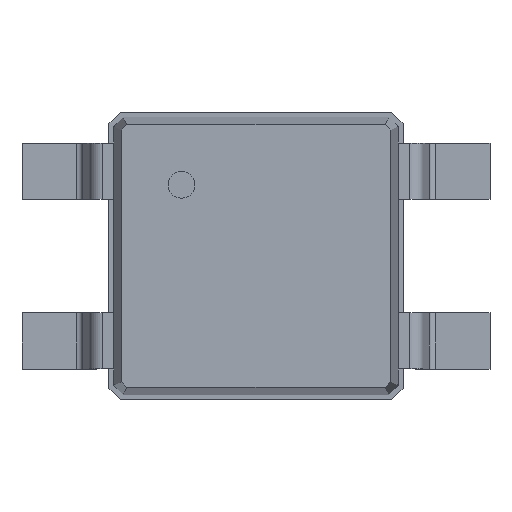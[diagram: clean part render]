
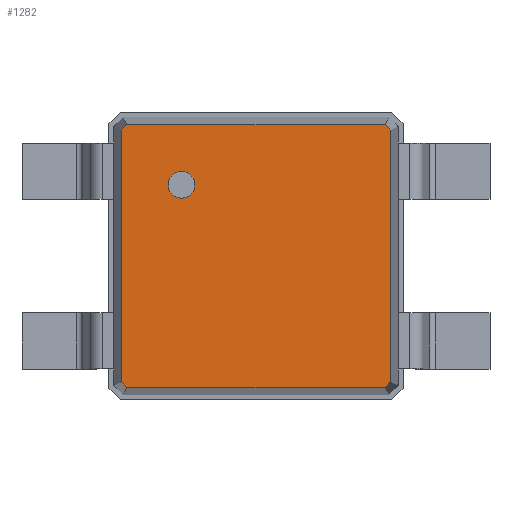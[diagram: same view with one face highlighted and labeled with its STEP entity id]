
A CAD part, top view. The second image highlights one B-rep face of the part: STEP entity #1282.
In plain terms, the highlighted planar face has unit normal (0, 0, 1).
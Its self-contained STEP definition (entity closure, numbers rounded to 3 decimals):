
#27=VECTOR('',#28,1.);
#28=DIRECTION('',(1.,0.,0.));
#51=VECTOR('',#52,1.);
#52=DIRECTION('',(0.707,-0.707,0.));
#58=VECTOR('',#59,1.);
#59=DIRECTION('',(0.,-1.,0.));
#65=VECTOR('',#66,1.);
#66=DIRECTION('',(-0.707,-0.707,0.));
#72=VECTOR('',#73,1.);
#73=DIRECTION('',(-1.,0.,0.));
#79=VECTOR('',#80,1.);
#80=DIRECTION('',(-0.707,0.707,0.));
#86=VECTOR('',#87,1.);
#87=DIRECTION('',(0.,1.,0.));
#91=VECTOR('',#92,1.);
#92=DIRECTION('',(0.707,0.707,0.));
#95=DIRECTION('',(0.,0.,-1.));
#589=VERTEX_POINT('',#590);
#590=CARTESIAN_POINT('',(-2.014,1.882,1.6));
#593=EDGE_CURVE('',#594,#589,#596,.T.);
#594=VERTEX_POINT('',#595);
#595=CARTESIAN_POINT('',(-2.014,-1.882,1.6));
#596=LINE('',#595,#86);
#607=VERTEX_POINT('',#608);
#608=CARTESIAN_POINT('',(-1.932,1.964,1.6));
#611=EDGE_CURVE('',#589,#607,#612,.T.);
#612=LINE('',#590,#91);
#621=VERTEX_POINT('',#622);
#622=CARTESIAN_POINT('',(1.932,1.964,1.6));
#625=EDGE_CURVE('',#607,#621,#626,.T.);
#626=LINE('',#608,#27);
#635=VERTEX_POINT('',#636);
#636=CARTESIAN_POINT('',(2.014,1.882,1.6));
#639=EDGE_CURVE('',#621,#635,#640,.T.);
#640=LINE('',#622,#51);
#665=VERTEX_POINT('',#666);
#666=CARTESIAN_POINT('',(2.014,-1.882,1.6));
#669=EDGE_CURVE('',#635,#665,#670,.T.);
#670=LINE('',#636,#58);
#1282=ADVANCED_FACE('',(#1283,#1303),#1313,.F.);
#1283=FACE_BOUND('',#1284,.F.);
#1284=EDGE_LOOP('',(#1285,#1286,#1287,#1288,#1293,#1298,#1301,#1302));
#1285=ORIENTED_EDGE('',*,*,#625,.T.);
#1286=ORIENTED_EDGE('',*,*,#639,.T.);
#1287=ORIENTED_EDGE('',*,*,#669,.T.);
#1288=ORIENTED_EDGE('',*,*,#1289,.T.);
#1289=EDGE_CURVE('',#665,#1290,#1292,.T.);
#1290=VERTEX_POINT('',#1291);
#1291=CARTESIAN_POINT('',(1.932,-1.964,1.6));
#1292=LINE('',#666,#65);
#1293=ORIENTED_EDGE('',*,*,#1294,.T.);
#1294=EDGE_CURVE('',#1290,#1295,#1297,.T.);
#1295=VERTEX_POINT('',#1296);
#1296=CARTESIAN_POINT('',(-1.932,-1.964,1.6));
#1297=LINE('',#1291,#72);
#1298=ORIENTED_EDGE('',*,*,#1299,.T.);
#1299=EDGE_CURVE('',#1295,#594,#1300,.T.);
#1300=LINE('',#1296,#79);
#1301=ORIENTED_EDGE('',*,*,#593,.T.);
#1302=ORIENTED_EDGE('',*,*,#611,.T.);
#1303=FACE_BOUND('',#1304,.F.);
#1304=EDGE_LOOP('',(#1305));
#1305=ORIENTED_EDGE('',*,*,#1306,.F.);
#1306=EDGE_CURVE('',#1307,#1307,#1309,.T.);
#1307=VERTEX_POINT('',#1308);
#1308=CARTESIAN_POINT('',(-1.114,0.864,1.6));
#1309=CIRCLE('',#1310,0.2);
#1310=AXIS2_PLACEMENT_3D('',#1311,#1312,#59);
#1311=CARTESIAN_POINT('',(-1.114,1.064,1.6));
#1312=DIRECTION('',(0.,-0.,-1.));
#1313=PLANE('',#1314);
#1314=AXIS2_PLACEMENT_3D('',#608,#95,#1315);
#1315=DIRECTION('',(0.716,-0.698,0.));
